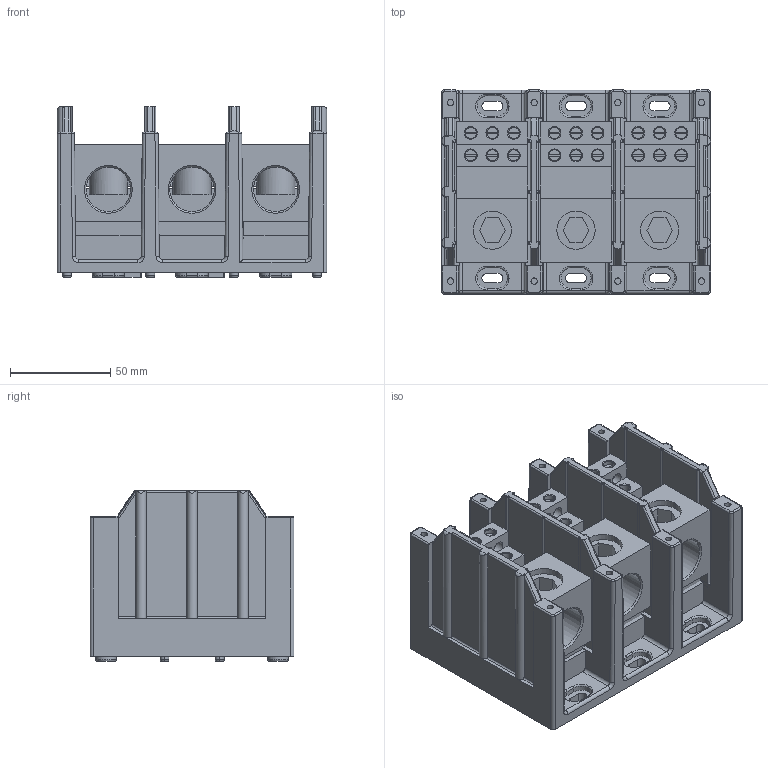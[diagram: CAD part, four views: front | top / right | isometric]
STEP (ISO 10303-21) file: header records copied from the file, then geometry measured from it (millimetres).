
FILE_DESCRIPTION (( 'STEP AP214' ), '1' );
FILE_NAME ('PB3063.STEP', '2014-12-17T20:05:06', ( '' ), ( '' ), 'SwSTEP 2.0', 'SolidWorks 2014', '' );
FILE_SCHEMA (( 'AUTOMOTIVE_DESIGN' ));
Length unit declared in the file: inch
Products named in the file (1): PB3063
Bounding box: 134.14 x 101.6 x 85.09 mm (x, y, z)
Volume: 440882.6 mm3; surface area: 178547 mm2
Topology: 10 solids, 10 shells, 1420 faces, 3733 edges, 2292 vertices
Faces by surface type: cylinder 581, plane 570, torus 197, cone 48, bspline 24
Entity records: 65042 total; most frequent: CARTESIAN_POINT 11997, DIRECTION 7553, ORIENTED_EDGE 7442, EDGE_CURVE 3721, AXIS2_PLACEMENT_3D 2820, VERTEX_POINT 2292, VECTOR 1913, LINE 1913
